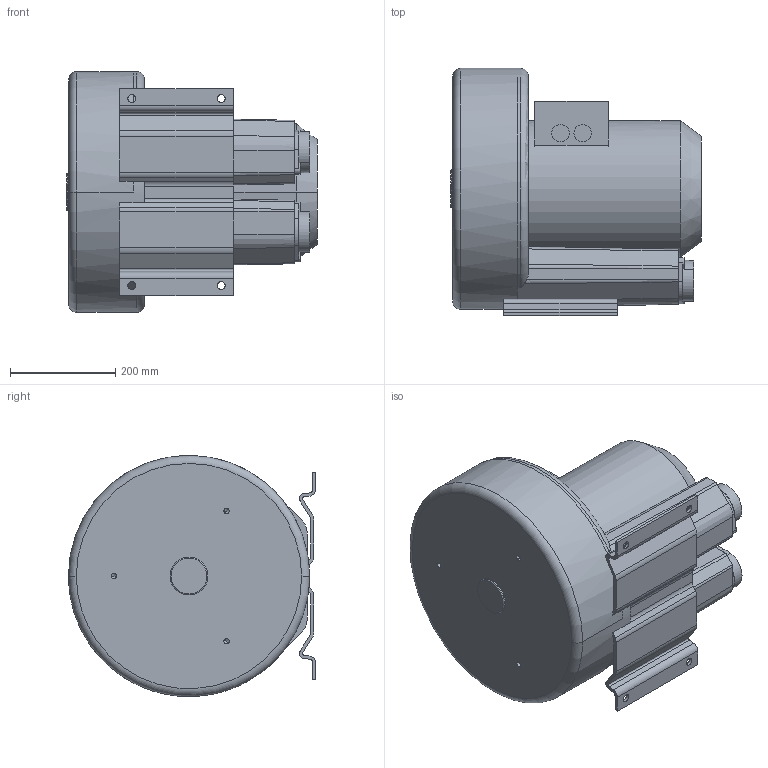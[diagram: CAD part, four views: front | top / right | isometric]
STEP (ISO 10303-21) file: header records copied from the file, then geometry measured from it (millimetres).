
FILE_DESCRIPTION((''),'2;1');
FILE_NAME('ASC0530_1MQ751_GEWFL_ASM','2022-06-28T',('rnennstiel'),('vacuvane vacuum technology gmbh'),'CREO PARAMETRIC BY PTC INC, 2018360','CREO PARAMETRIC BY PTC INC, 2018360','');
FILE_SCHEMA(('CONFIG_CONTROL_DESIGN'));
Length unit declared in the file: millimetre
Products named in the file (3): ASC0530_1MQ751_11; GEWINDEFLANSCH_2_1_2_ZOLL_4; ASC0530_1MQ751_GEWFL_ASM
Assembly tree (3 placements, depth 2):
  ASC0530_1MQ751_GEWFL_ASM
    ASC0530_1MQ751_11
    GEWINDEFLANSCH_2_1_2_ZOLL_4  x2
Bounding box: 477 x 470.5 x 458.81 mm (x, y, z)
Volume: 45099884.5 mm3; surface area: 1425403.7 mm2
Topology: 3 solids, 3 shells, 249 faces, 702 edges, 457 vertices
Faces by surface type: plane 107, cylinder 96, cone 41, torus 5
Entity records: 7288 total; most frequent: CARTESIAN_POINT 1315, DIRECTION 1303, ORIENTED_EDGE 1204, EDGE_CURVE 602, AXIS2_PLACEMENT_3D 488, VERTEX_POINT 403, VECTOR 327, LINE 327
